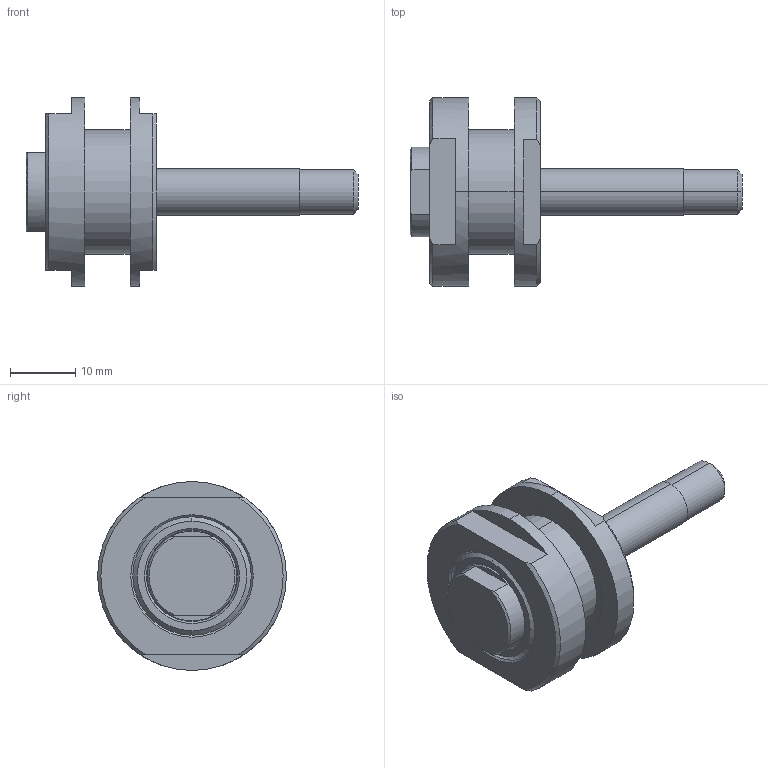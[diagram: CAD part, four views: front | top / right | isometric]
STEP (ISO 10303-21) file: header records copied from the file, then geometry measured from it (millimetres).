
FILE_DESCRIPTION (( 'STEP AP203' ), '1' );
FILE_NAME ('NR-402E 砥石軸.STEP', '2018-08-06T04:18:15', ( '' ), ( '' ), 'SwSTEP 2.0', 'SolidWorks 2013', '' );
FILE_SCHEMA (( 'CONFIG_CONTROL_DESIGN' ));
Length unit declared in the file: millimetre
Products named in the file (1): NR-402E 砥石軸
Bounding box: 51 x 29 x 29 mm (x, y, z)
Volume: 8992.9 mm3; surface area: 6115.7 mm2
Topology: 3 solids, 3 shells, 85 faces, 186 edges, 118 vertices
Faces by surface type: cylinder 34, plane 29, cone 22
Entity records: 2449 total; most frequent: DIRECTION 446, CARTESIAN_POINT 426, ORIENTED_EDGE 372, EDGE_CURVE 186, AXIS2_PLACEMENT_3D 186, VERTEX_POINT 118, CIRCLE 100, EDGE_LOOP 100
